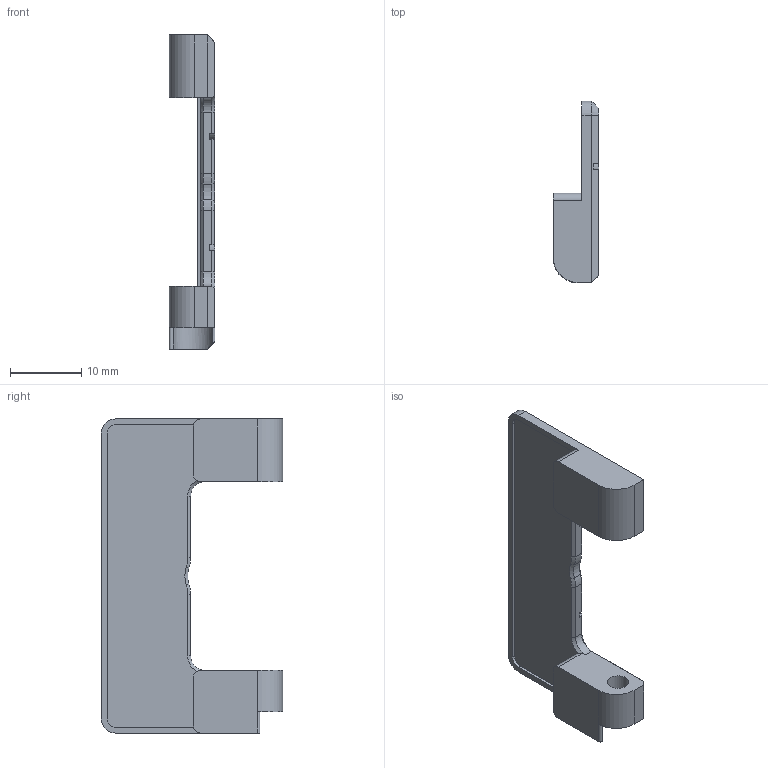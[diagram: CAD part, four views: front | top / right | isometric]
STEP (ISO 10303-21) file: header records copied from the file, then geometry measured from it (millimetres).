
FILE_DESCRIPTION(/* description */ (''),/* implementation_level */ '2;1');
FILE_NAME(/* name */ 'Doorhinge_Outlet.stp',/* time_stamp */ '2021-10-11T07:14:50+02:00',/* author */ ('Rama'),/* organization */ (''),/* preprocessor_version */ 'ST-DEVELOPER v18.1',/* originating_system */ 'Autodesk Inventor 2022',/* authorisation */ '');
FILE_SCHEMA (('AUTOMOTIVE_DESIGN { 1 0 10303 214 3 1 1 }'));
Length unit declared in the file: millimetre
Products named in the file (1): Doorhinge_Outlet
Bounding box: 6.4 x 25.41 x 44 mm (x, y, z)
Volume: 2206 mm3; surface area: 2393.8 mm2
Topology: 1 solids, 1 shells, 106 faces, 284 edges, 183 vertices
Faces by surface type: plane 65, cylinder 28, cone 13
Full cylindrical faces by diameter (mm): 2.75 x1, 3 x1
Entity records: 3381 total; most frequent: CARTESIAN_POINT 592, ORIENTED_EDGE 568, DIRECTION 567, EDGE_CURVE 284, LINE 207, VECTOR 207, VERTEX_POINT 183, AXIS2_PLACEMENT_3D 180
